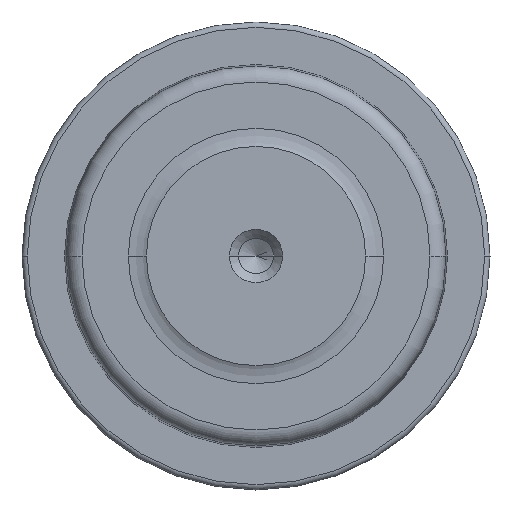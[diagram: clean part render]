
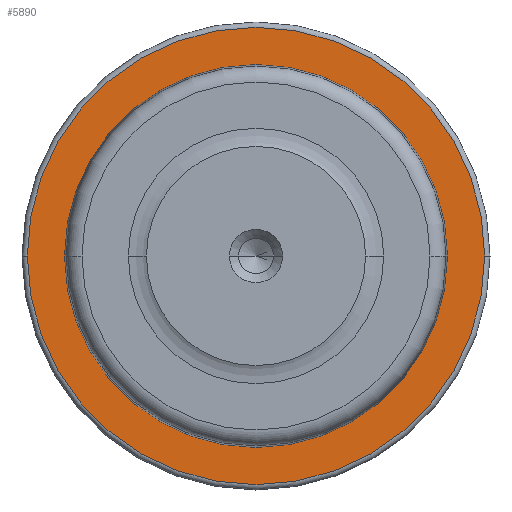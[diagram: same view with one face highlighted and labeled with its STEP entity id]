
A CAD part, front view. The second image highlights one B-rep face of the part: STEP entity #5890.
In plain terms, the highlighted planar face has unit normal (0, -1, 0).
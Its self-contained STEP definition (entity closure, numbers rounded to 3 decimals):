
#5330=CARTESIAN_POINT('',(33.9,29.,0.));
#5340=VERTEX_POINT('',#5330);
#5370=CARTESIAN_POINT('',(15.9,29.,0.));
#5380=DIRECTION('',(0.,-1.,0.));
#5390=DIRECTION('',(-1.,0.,0.));
#5400=AXIS2_PLACEMENT_3D('',#5370,#5380,#5390);
#5410=CIRCLE('',#5400,18.);
#5420=CARTESIAN_POINT('',(-2.1,29.,0.));
#5430=VERTEX_POINT('',#5420);
#5440=EDGE_CURVE('',#5430,#5340,#5410,.T.);
#5640=CARTESIAN_POINT('',(-4.1,29.,0.));
#5650=DIRECTION('',(-0.,1.,0.));
#5660=DIRECTION('',(1.,0.,0.));
#5670=AXIS2_PLACEMENT_3D('',#5640,#5650,#5660);
#5680=PLANE('',#5670);
#5690=CARTESIAN_POINT('',(15.9,29.,0.));
#5700=DIRECTION('',(0.,-1.,0.));
#5710=DIRECTION('',(1.,0.,0.));
#5720=AXIS2_PLACEMENT_3D('',#5690,#5700,#5710);
#5730=CIRCLE('',#5720,21.5);
#5740=CARTESIAN_POINT('',(-5.6,29.,0.));
#5750=VERTEX_POINT('',#5740);
#5760=CARTESIAN_POINT('',(37.4,29.,0.));
#5770=VERTEX_POINT('',#5760);
#5780=EDGE_CURVE('',#5750,#5770,#5730,.T.);
#5790=ORIENTED_EDGE('',*,*,#5780,.T.);
#5800=EDGE_CURVE('',#5770,#5750,#5730,.T.);
#5810=ORIENTED_EDGE('',*,*,#5800,.T.);
#5820=EDGE_LOOP('',(#5810,#5790));
#5830=FACE_OUTER_BOUND('',#5820,.T.);
#5840=ORIENTED_EDGE('',*,*,#5440,.F.);
#5850=EDGE_CURVE('',#5340,#5430,#5410,.T.);
#5860=ORIENTED_EDGE('',*,*,#5850,.F.);
#5870=EDGE_LOOP('',(#5860,#5840));
#5880=FACE_BOUND('',#5870,.T.);
#5890=ADVANCED_FACE('',(#5830,#5880),#5680,.F.);
